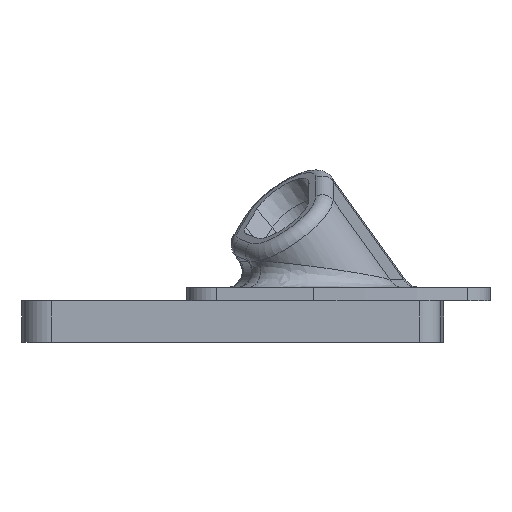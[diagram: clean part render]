
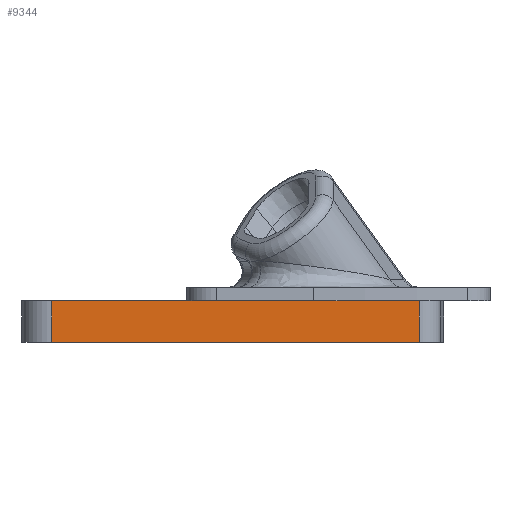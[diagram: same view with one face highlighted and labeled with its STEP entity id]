
A CAD part, left-side view. The second image highlights one B-rep face of the part: STEP entity #9344.
In plain terms, the highlighted planar face has unit normal (-1, 0, 0).
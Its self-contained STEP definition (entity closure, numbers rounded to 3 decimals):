
#4800 = PLANE('',#4801);
#4801 = AXIS2_PLACEMENT_3D('',#4802,#4803,#4804);
#4802 = CARTESIAN_POINT('',(0.,0.,-1.6));
#4803 = DIRECTION('',(0.,0.,1.));
#4804 = DIRECTION('',(1.,0.,0.));
#5263 = VERTEX_POINT('',#5264);
#5264 = CARTESIAN_POINT('',(-72.8,18.4,-1.6));
#5278 = PLANE('',#5279);
#5279 = AXIS2_PLACEMENT_3D('',#5280,#5281,#5282);
#5280 = CARTESIAN_POINT('',(0.,12.8,-1.6));
#5281 = DIRECTION('',(0.,0.,-1.));
#5282 = DIRECTION('',(-1.,0.,0.));
#7686 = EDGE_CURVE('',#5263,#7687,#7689,.T.);
#7687 = VERTEX_POINT('',#7688);
#7688 = CARTESIAN_POINT('',(-72.8,-9.8,-1.6));
#7689 = SURFACE_CURVE('',#7690,(#7694,#7701),.PCURVE_S1.);
#7690 = LINE('',#7691,#7692);
#7691 = CARTESIAN_POINT('',(-72.8,-4.9,-1.6));
#7692 = VECTOR('',#7693,1.);
#7693 = DIRECTION('',(0.,-1.,0.));
#7694 = PCURVE('',#4800,#7695);
#7695 = DEFINITIONAL_REPRESENTATION('',(#7696),#7700);
#7696 = LINE('',#7697,#7698);
#7697 = CARTESIAN_POINT('',(-72.8,-4.9));
#7698 = VECTOR('',#7699,1.);
#7699 = DIRECTION('',(0.,-1.));
#7700 = ( GEOMETRIC_REPRESENTATION_CONTEXT(2) 
PARAMETRIC_REPRESENTATION_CONTEXT() REPRESENTATION_CONTEXT('2D SPACE',''
  ) );
#7701 = PCURVE('',#7702,#7707);
#7702 = PLANE('',#7703);
#7703 = AXIS2_PLACEMENT_3D('',#7704,#7705,#7706);
#7704 = CARTESIAN_POINT('',(-72.8,-9.8,-1.6));
#7705 = DIRECTION('',(-1.,0.,0.));
#7706 = DIRECTION('',(0.,1.,0.));
#7707 = DEFINITIONAL_REPRESENTATION('',(#7708),#7712);
#7708 = LINE('',#7709,#7710);
#7709 = CARTESIAN_POINT('',(4.9,0.));
#7710 = VECTOR('',#7711,1.);
#7711 = DIRECTION('',(-1.,0.));
#7712 = ( GEOMETRIC_REPRESENTATION_CONTEXT(2) 
PARAMETRIC_REPRESENTATION_CONTEXT() REPRESENTATION_CONTEXT('2D SPACE',''
  ) );
#7731 = CYLINDRICAL_SURFACE('',#7732,2.6);
#7732 = AXIS2_PLACEMENT_3D('',#7733,#7734,#7735);
#7733 = CARTESIAN_POINT('',(-70.2,-9.8,-1.6));
#7734 = DIRECTION('',(0.,0.,-1.));
#7735 = DIRECTION('',(0.,-1.,0.));
#8037 = VERTEX_POINT('',#8038);
#8038 = CARTESIAN_POINT('',(-72.8,34.8,-1.6));
#8053 = CYLINDRICAL_SURFACE('',#8054,3.6);
#8054 = AXIS2_PLACEMENT_3D('',#8055,#8056,#8057);
#8055 = CARTESIAN_POINT('',(-69.2,34.8,-1.6));
#8056 = DIRECTION('',(0.,0.,-1.));
#8057 = DIRECTION('',(-1.,0.,0.));
#8065 = EDGE_CURVE('',#5263,#8037,#8066,.T.);
#8066 = SURFACE_CURVE('',#8067,(#8071,#8078),.PCURVE_S1.);
#8067 = LINE('',#8068,#8069);
#8068 = CARTESIAN_POINT('',(-72.8,-9.8,-1.6));
#8069 = VECTOR('',#8070,1.);
#8070 = DIRECTION('',(0.,1.,0.));
#8071 = PCURVE('',#5278,#8072);
#8072 = DEFINITIONAL_REPRESENTATION('',(#8073),#8077);
#8073 = LINE('',#8074,#8075);
#8074 = CARTESIAN_POINT('',(72.8,-22.6));
#8075 = VECTOR('',#8076,1.);
#8076 = DIRECTION('',(0.,1.));
#8077 = ( GEOMETRIC_REPRESENTATION_CONTEXT(2) 
PARAMETRIC_REPRESENTATION_CONTEXT() REPRESENTATION_CONTEXT('2D SPACE',''
  ) );
#8078 = PCURVE('',#7702,#8079);
#8079 = DEFINITIONAL_REPRESENTATION('',(#8080),#8084);
#8080 = LINE('',#8081,#8082);
#8081 = CARTESIAN_POINT('',(0.,0.));
#8082 = VECTOR('',#8083,1.);
#8083 = DIRECTION('',(1.,0.));
#8084 = ( GEOMETRIC_REPRESENTATION_CONTEXT(2) 
PARAMETRIC_REPRESENTATION_CONTEXT() REPRESENTATION_CONTEXT('2D SPACE',''
  ) );
#9344 = ADVANCED_FACE('',(#9345),#7702,.T.);
#9345 = FACE_BOUND('',#9346,.T.);
#9346 = EDGE_LOOP('',(#9347,#9348,#9349,#9372,#9400));
#9347 = ORIENTED_EDGE('',*,*,#7686,.F.);
#9348 = ORIENTED_EDGE('',*,*,#8065,.T.);
#9349 = ORIENTED_EDGE('',*,*,#9350,.T.);
#9350 = EDGE_CURVE('',#8037,#9351,#9353,.T.);
#9351 = VERTEX_POINT('',#9352);
#9352 = CARTESIAN_POINT('',(-72.8,34.8,-6.6));
#9353 = SURFACE_CURVE('',#9354,(#9358,#9365),.PCURVE_S1.);
#9354 = LINE('',#9355,#9356);
#9355 = CARTESIAN_POINT('',(-72.8,34.8,-1.6));
#9356 = VECTOR('',#9357,1.);
#9357 = DIRECTION('',(0.,0.,-1.));
#9358 = PCURVE('',#7702,#9359);
#9359 = DEFINITIONAL_REPRESENTATION('',(#9360),#9364);
#9360 = LINE('',#9361,#9362);
#9361 = CARTESIAN_POINT('',(44.6,0.));
#9362 = VECTOR('',#9363,1.);
#9363 = DIRECTION('',(0.,1.));
#9364 = ( GEOMETRIC_REPRESENTATION_CONTEXT(2) 
PARAMETRIC_REPRESENTATION_CONTEXT() REPRESENTATION_CONTEXT('2D SPACE',''
  ) );
#9365 = PCURVE('',#8053,#9366);
#9366 = DEFINITIONAL_REPRESENTATION('',(#9367),#9371);
#9367 = LINE('',#9368,#9369);
#9368 = CARTESIAN_POINT('',(0.,0.));
#9369 = VECTOR('',#9370,1.);
#9370 = DIRECTION('',(0.,1.));
#9371 = ( GEOMETRIC_REPRESENTATION_CONTEXT(2) 
PARAMETRIC_REPRESENTATION_CONTEXT() REPRESENTATION_CONTEXT('2D SPACE',''
  ) );
#9372 = ORIENTED_EDGE('',*,*,#9373,.F.);
#9373 = EDGE_CURVE('',#9374,#9351,#9376,.T.);
#9374 = VERTEX_POINT('',#9375);
#9375 = CARTESIAN_POINT('',(-72.8,-9.8,-6.6));
#9376 = SURFACE_CURVE('',#9377,(#9381,#9388),.PCURVE_S1.);
#9377 = LINE('',#9378,#9379);
#9378 = CARTESIAN_POINT('',(-72.8,-9.8,-6.6));
#9379 = VECTOR('',#9380,1.);
#9380 = DIRECTION('',(0.,1.,0.));
#9381 = PCURVE('',#7702,#9382);
#9382 = DEFINITIONAL_REPRESENTATION('',(#9383),#9387);
#9383 = LINE('',#9384,#9385);
#9384 = CARTESIAN_POINT('',(0.,5.));
#9385 = VECTOR('',#9386,1.);
#9386 = DIRECTION('',(1.,0.));
#9387 = ( GEOMETRIC_REPRESENTATION_CONTEXT(2) 
PARAMETRIC_REPRESENTATION_CONTEXT() REPRESENTATION_CONTEXT('2D SPACE',''
  ) );
#9388 = PCURVE('',#9389,#9394);
#9389 = PLANE('',#9390);
#9390 = AXIS2_PLACEMENT_3D('',#9391,#9392,#9393);
#9391 = CARTESIAN_POINT('',(0.,12.8,-6.6));
#9392 = DIRECTION('',(0.,0.,-1.));
#9393 = DIRECTION('',(-1.,0.,0.));
#9394 = DEFINITIONAL_REPRESENTATION('',(#9395),#9399);
#9395 = LINE('',#9396,#9397);
#9396 = CARTESIAN_POINT('',(72.8,-22.6));
#9397 = VECTOR('',#9398,1.);
#9398 = DIRECTION('',(0.,1.));
#9399 = ( GEOMETRIC_REPRESENTATION_CONTEXT(2) 
PARAMETRIC_REPRESENTATION_CONTEXT() REPRESENTATION_CONTEXT('2D SPACE',''
  ) );
#9400 = ORIENTED_EDGE('',*,*,#9401,.F.);
#9401 = EDGE_CURVE('',#7687,#9374,#9402,.T.);
#9402 = SURFACE_CURVE('',#9403,(#9407,#9414),.PCURVE_S1.);
#9403 = LINE('',#9404,#9405);
#9404 = CARTESIAN_POINT('',(-72.8,-9.8,-1.6));
#9405 = VECTOR('',#9406,1.);
#9406 = DIRECTION('',(0.,0.,-1.));
#9407 = PCURVE('',#7702,#9408);
#9408 = DEFINITIONAL_REPRESENTATION('',(#9409),#9413);
#9409 = LINE('',#9410,#9411);
#9410 = CARTESIAN_POINT('',(0.,0.));
#9411 = VECTOR('',#9412,1.);
#9412 = DIRECTION('',(0.,1.));
#9413 = ( GEOMETRIC_REPRESENTATION_CONTEXT(2) 
PARAMETRIC_REPRESENTATION_CONTEXT() REPRESENTATION_CONTEXT('2D SPACE',''
  ) );
#9414 = PCURVE('',#7731,#9415);
#9415 = DEFINITIONAL_REPRESENTATION('',(#9416),#9420);
#9416 = LINE('',#9417,#9418);
#9417 = CARTESIAN_POINT('',(1.571,0.));
#9418 = VECTOR('',#9419,1.);
#9419 = DIRECTION('',(0.,1.));
#9420 = ( GEOMETRIC_REPRESENTATION_CONTEXT(2) 
PARAMETRIC_REPRESENTATION_CONTEXT() REPRESENTATION_CONTEXT('2D SPACE',''
  ) );
